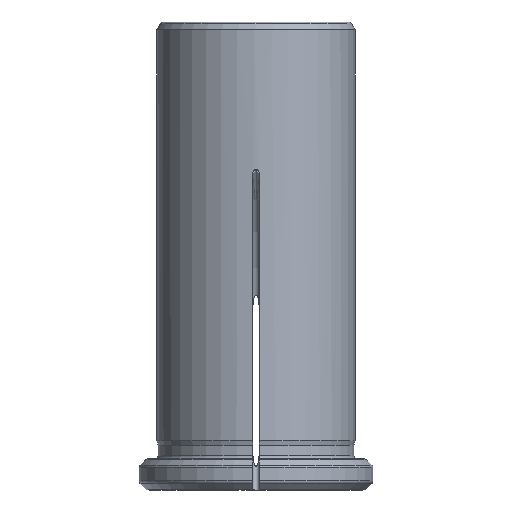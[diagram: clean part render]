
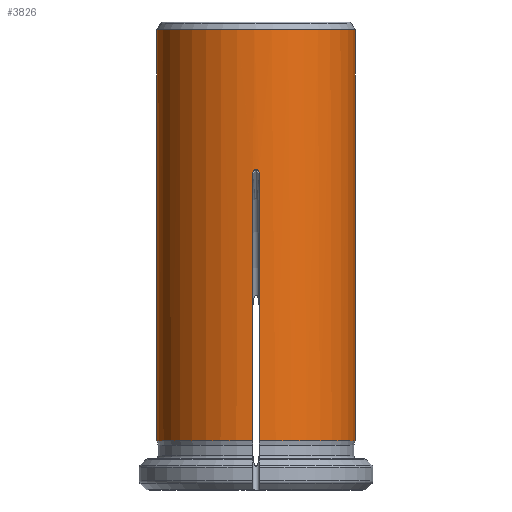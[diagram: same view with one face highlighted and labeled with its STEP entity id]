
A CAD part, front view. The second image highlights one B-rep face of the part: STEP entity #3826.
In plain terms, the highlighted cylindrical face has radius 12.7 mm (diameter 25.4 mm), a full revolution.
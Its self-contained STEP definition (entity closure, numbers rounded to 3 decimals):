
#85=CYLINDRICAL_SURFACE('',#4118,12.7);
#110=CIRCLE('',#3986,12.7);
#132=CIRCLE('',#4023,12.7);
#147=CIRCLE('',#4053,12.7);
#164=CIRCLE('',#4089,12.7);
#175=CIRCLE('',#4116,12.7);
#292=LINE('',#5878,#656);
#296=LINE('',#5919,#660);
#305=LINE('',#6066,#669);
#306=LINE('',#6084,#670);
#315=LINE('',#6231,#679);
#316=LINE('',#6249,#680);
#323=LINE('',#6371,#687);
#324=LINE('',#6381,#688);
#656=VECTOR('',#4445,1000.);
#660=VECTOR('',#4451,1000.);
#669=VECTOR('',#4518,1000.);
#670=VECTOR('',#4521,1000.);
#679=VECTOR('',#4588,1000.);
#680=VECTOR('',#4591,1000.);
#687=VECTOR('',#4674,1000.);
#688=VECTOR('',#4675,1000.);
#1377=ORIENTED_EDGE('',*,*,#2358,.T.);
#1378=ORIENTED_EDGE('',*,*,#2181,.F.);
#1379=ORIENTED_EDGE('',*,*,#2278,.T.);
#1380=ORIENTED_EDGE('',*,*,#2275,.F.);
#1381=ORIENTED_EDGE('',*,*,#2283,.F.);
#1382=ORIENTED_EDGE('',*,*,#2243,.F.);
#1383=ORIENTED_EDGE('',*,*,#2322,.T.);
#1384=ORIENTED_EDGE('',*,*,#2319,.F.);
#1385=ORIENTED_EDGE('',*,*,#2327,.F.);
#1386=ORIENTED_EDGE('',*,*,#2287,.F.);
#1387=ORIENTED_EDGE('',*,*,#2359,.T.);
#1388=ORIENTED_EDGE('',*,*,#2360,.F.);
#1389=ORIENTED_EDGE('',*,*,#2361,.F.);
#1390=ORIENTED_EDGE('',*,*,#2336,.F.);
#1391=ORIENTED_EDGE('',*,*,#2227,.T.);
#1392=ORIENTED_EDGE('',*,*,#2224,.F.);
#1393=ORIENTED_EDGE('',*,*,#2239,.F.);
#2181=EDGE_CURVE('',#2749,#2750,#110,.F.);
#2224=EDGE_CURVE('',#2787,#2788,#3039,.T.);
#2227=EDGE_CURVE('',#2789,#2788,#292,.T.);
#2239=EDGE_CURVE('',#2750,#2787,#296,.T.);
#2243=EDGE_CURVE('',#2795,#2796,#132,.F.);
#2275=EDGE_CURVE('',#2819,#2820,#3062,.T.);
#2278=EDGE_CURVE('',#2749,#2820,#305,.T.);
#2283=EDGE_CURVE('',#2796,#2819,#306,.T.);
#2287=EDGE_CURVE('',#2823,#2824,#147,.F.);
#2319=EDGE_CURVE('',#2847,#2848,#3081,.T.);
#2322=EDGE_CURVE('',#2795,#2848,#315,.T.);
#2327=EDGE_CURVE('',#2824,#2847,#316,.T.);
#2336=EDGE_CURVE('',#2789,#2852,#164,.F.);
#2358=EDGE_CURVE('',#2867,#2867,#175,.T.);
#2359=EDGE_CURVE('',#2823,#2868,#323,.T.);
#2360=EDGE_CURVE('',#2869,#2868,#3096,.T.);
#2361=EDGE_CURVE('',#2852,#2869,#324,.T.);
#2749=VERTEX_POINT('',#5704);
#2750=VERTEX_POINT('',#5706);
#2787=VERTEX_POINT('',#5866);
#2788=VERTEX_POINT('',#5874);
#2789=VERTEX_POINT('',#5879);
#2795=VERTEX_POINT('',#5929);
#2796=VERTEX_POINT('',#5931);
#2819=VERTEX_POINT('',#6054);
#2820=VERTEX_POINT('',#6062);
#2823=VERTEX_POINT('',#6094);
#2824=VERTEX_POINT('',#6096);
#2847=VERTEX_POINT('',#6219);
#2848=VERTEX_POINT('',#6227);
#2852=VERTEX_POINT('',#6270);
#2867=VERTEX_POINT('',#6368);
#2868=VERTEX_POINT('',#6372);
#2869=VERTEX_POINT('',#6380);
#3039=B_SPLINE_CURVE_WITH_KNOTS('',3,(#5867,#5868,#5869,#5870,#5871,#5872,
#5873),.UNSPECIFIED.,.F.,.F.,(4,1,1,1,4),(0.002,0.003,
0.003,0.003,0.004),
 .UNSPECIFIED.);
#3062=B_SPLINE_CURVE_WITH_KNOTS('',3,(#6055,#6056,#6057,#6058,#6059,#6060,
#6061),.UNSPECIFIED.,.F.,.F.,(4,1,1,1,4),(0.002,0.003,
0.003,0.003,0.004),
 .UNSPECIFIED.);
#3081=B_SPLINE_CURVE_WITH_KNOTS('',3,(#6220,#6221,#6222,#6223,#6224,#6225,
#6226),.UNSPECIFIED.,.F.,.F.,(4,1,1,1,4),(0.002,0.003,
0.003,0.003,0.004),
 .UNSPECIFIED.);
#3096=B_SPLINE_CURVE_WITH_KNOTS('',3,(#6373,#6374,#6375,#6376,#6377,#6378,
#6379),.UNSPECIFIED.,.F.,.F.,(4,1,1,1,4),(0.002,0.003,
0.003,0.003,0.004),
 .UNSPECIFIED.);
#3223=EDGE_LOOP('',(#1377));
#3224=EDGE_LOOP('',(#1378,#1379,#1380,#1381,#1382,#1383,#1384,#1385,#1386,
#1387,#1388,#1389,#1390,#1391,#1392,#1393));
#3475=FACE_BOUND('',#3223,.T.);
#3476=FACE_BOUND('',#3224,.T.);
#3826=ADVANCED_FACE('',(#3475,#3476),#85,.T.);
#3986=AXIS2_PLACEMENT_3D('',#5705,#4370,#4371);
#4023=AXIS2_PLACEMENT_3D('',#5930,#4457,#4458);
#4053=AXIS2_PLACEMENT_3D('',#6095,#4527,#4528);
#4089=AXIS2_PLACEMENT_3D('',#6269,#4612,#4613);
#4116=AXIS2_PLACEMENT_3D('',#6367,#4668,#4669);
#4118=AXIS2_PLACEMENT_3D('',#6370,#4672,#4673);
#4370=DIRECTION('',(0.,0.,1.));
#4371=DIRECTION('',(1.,0.,0.));
#4445=DIRECTION('',(0.,0.,1.));
#4451=DIRECTION('',(0.,0.,1.));
#4457=DIRECTION('',(0.,0.,1.));
#4458=DIRECTION('',(1.,0.,0.));
#4518=DIRECTION('',(0.,0.,1.));
#4521=DIRECTION('',(0.,0.,1.));
#4527=DIRECTION('',(0.,0.,1.));
#4528=DIRECTION('',(1.,0.,0.));
#4588=DIRECTION('',(0.,0.,1.));
#4591=DIRECTION('',(0.,0.,1.));
#4612=DIRECTION('',(0.,0.,1.));
#4613=DIRECTION('',(1.,0.,0.));
#4668=DIRECTION('',(0.,0.,-1.));
#4669=DIRECTION('',(-1.,0.,0.));
#4672=DIRECTION('',(0.,0.,1.));
#4673=DIRECTION('',(1.,0.,0.));
#4674=DIRECTION('',(0.,0.,1.));
#4675=DIRECTION('',(0.,0.,1.));
#5704=CARTESIAN_POINT('',(-12.694,0.4,2.313));
#5705=CARTESIAN_POINT('',(0.,0.,2.313));
#5706=CARTESIAN_POINT('',(-0.4,12.694,2.313));
#5866=CARTESIAN_POINT('',(-0.4,12.694,36.605));
#5867=CARTESIAN_POINT('',(-0.4,12.694,36.605));
#5868=CARTESIAN_POINT('',(-0.4,12.694,36.727));
#5869=CARTESIAN_POINT('',(-0.345,12.696,36.971));
#5870=CARTESIAN_POINT('',(0.001,12.702,37.208));
#5871=CARTESIAN_POINT('',(0.344,12.696,36.971));
#5872=CARTESIAN_POINT('',(0.4,12.694,36.727));
#5873=CARTESIAN_POINT('',(0.4,12.694,36.605));
#5874=CARTESIAN_POINT('',(0.4,12.694,36.605));
#5878=CARTESIAN_POINT('',(0.4,12.694,60.));
#5879=CARTESIAN_POINT('',(0.4,12.694,2.313));
#5919=CARTESIAN_POINT('',(-0.4,12.694,60.));
#5929=CARTESIAN_POINT('',(-0.4,-12.694,2.313));
#5930=CARTESIAN_POINT('',(0.,0.,2.313));
#5931=CARTESIAN_POINT('',(-12.694,-0.4,2.313));
#6054=CARTESIAN_POINT('',(-12.694,-0.4,36.605));
#6055=CARTESIAN_POINT('',(-12.694,-0.4,36.605));
#6056=CARTESIAN_POINT('',(-12.694,-0.4,36.727));
#6057=CARTESIAN_POINT('',(-12.696,-0.345,36.971));
#6058=CARTESIAN_POINT('',(-12.702,0.001,37.208));
#6059=CARTESIAN_POINT('',(-12.696,0.344,36.971));
#6060=CARTESIAN_POINT('',(-12.694,0.4,36.727));
#6061=CARTESIAN_POINT('',(-12.694,0.4,36.605));
#6062=CARTESIAN_POINT('',(-12.694,0.4,36.605));
#6066=CARTESIAN_POINT('',(-12.694,0.4,60.));
#6084=CARTESIAN_POINT('',(-12.694,-0.4,60.));
#6094=CARTESIAN_POINT('',(12.694,-0.4,2.313));
#6095=CARTESIAN_POINT('',(0.,0.,2.313));
#6096=CARTESIAN_POINT('',(0.4,-12.694,2.313));
#6219=CARTESIAN_POINT('',(0.4,-12.694,36.605));
#6220=CARTESIAN_POINT('',(0.4,-12.694,36.605));
#6221=CARTESIAN_POINT('',(0.4,-12.694,36.727));
#6222=CARTESIAN_POINT('',(0.345,-12.696,36.971));
#6223=CARTESIAN_POINT('',(-0.001,-12.702,37.208));
#6224=CARTESIAN_POINT('',(-0.344,-12.696,36.971));
#6225=CARTESIAN_POINT('',(-0.4,-12.694,36.727));
#6226=CARTESIAN_POINT('',(-0.4,-12.694,36.605));
#6227=CARTESIAN_POINT('',(-0.4,-12.694,36.605));
#6231=CARTESIAN_POINT('',(-0.4,-12.694,60.));
#6249=CARTESIAN_POINT('',(0.4,-12.694,60.));
#6269=CARTESIAN_POINT('',(0.,0.,2.313));
#6270=CARTESIAN_POINT('',(12.694,0.4,2.313));
#6367=CARTESIAN_POINT('',(0.,0.,54.986));
#6368=CARTESIAN_POINT('',(-12.7,0.,54.986));
#6370=CARTESIAN_POINT('',(0.,0.,60.));
#6371=CARTESIAN_POINT('',(12.694,-0.4,60.));
#6372=CARTESIAN_POINT('',(12.694,-0.4,36.605));
#6373=CARTESIAN_POINT('',(12.694,0.4,36.605));
#6374=CARTESIAN_POINT('',(12.694,0.4,36.727));
#6375=CARTESIAN_POINT('',(12.696,0.345,36.971));
#6376=CARTESIAN_POINT('',(12.702,-0.001,37.208));
#6377=CARTESIAN_POINT('',(12.696,-0.344,36.971));
#6378=CARTESIAN_POINT('',(12.694,-0.4,36.727));
#6379=CARTESIAN_POINT('',(12.694,-0.4,36.605));
#6380=CARTESIAN_POINT('',(12.694,0.4,36.605));
#6381=CARTESIAN_POINT('',(12.694,0.4,60.));
